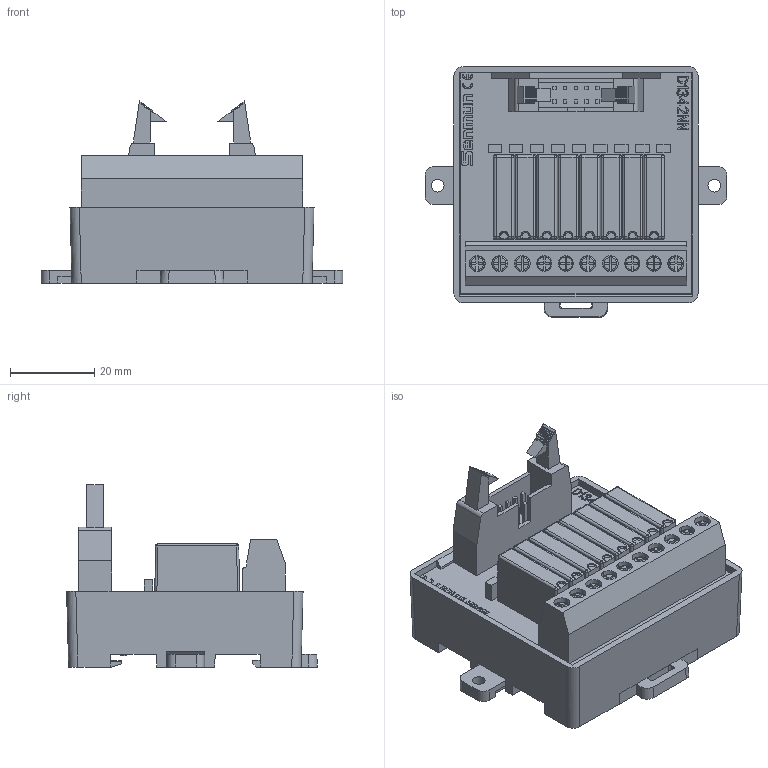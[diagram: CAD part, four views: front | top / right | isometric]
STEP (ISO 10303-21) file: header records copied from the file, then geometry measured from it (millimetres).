
FILE_DESCRIPTION(/* description */ (''),/* implementation_level */ '2;1');
FILE_NAME(/* name */ '43424.stp',/* time_stamp */ '2024-08-16T14:37:55+08:00',/* author */ (''),/* organization */ (''),/* preprocessor_version */ 'ST-DEVELOPER v14',/* originating_system */ 'SIEMENS PLM Software NX 8.0',/* authorisation */ '');
FILE_SCHEMA (('AUTOMOTIVE_DESIGN { 1 0 10303 214 3 1 1 1 }'));
Length unit declared in the file: millimetre
Products named in the file (1): Admi3260DBFCac9w
Bounding box: 71.6 x 59.51 x 43.25 mm (x, y, z)
Volume: 67927.9 mm3; surface area: 23216.9 mm2
Topology: 3 solids, 3 shells, 1250 faces, 3234 edges, 2047 vertices
Faces by surface type: plane 923, cylinder 218, torus 52, sphere 31, cone 12, extrusion 11, bspline 3
Full cylindrical faces by diameter (mm): 3 x2, 3.8 x6
Entity records: 48235 total; most frequent: CARTESIAN_POINT 9105, ORIENTED_EDGE 6390, DIRECTION 6021, EDGE_CURVE 3195, VECTOR 2523, LINE 2512, VERTEX_POINT 2041, AXIS2_PLACEMENT_3D 1749
